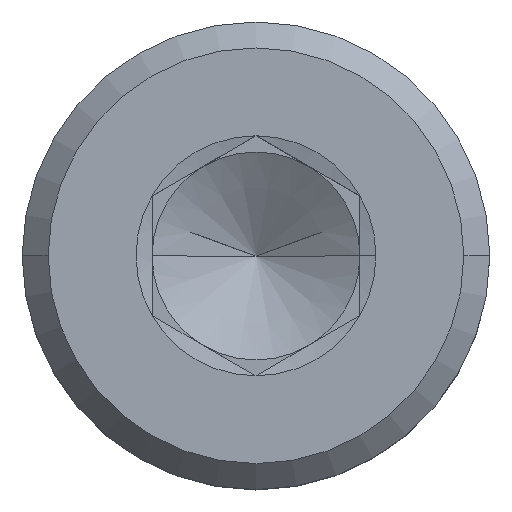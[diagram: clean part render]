
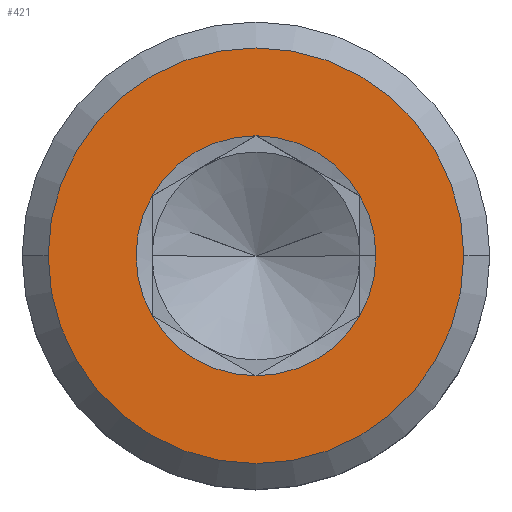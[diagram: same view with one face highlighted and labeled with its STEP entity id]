
A CAD part, top view. The second image highlights one B-rep face of the part: STEP entity #421.
In plain terms, the highlighted planar face has unit normal (0, 0, 1).
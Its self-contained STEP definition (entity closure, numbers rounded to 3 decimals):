
#5 = DIRECTION ( 'NONE',  ( 0., 0., 1. ) ) ;
#23 = ORIENTED_EDGE ( 'NONE', *, *, #944, .F. ) ;
#28 = VERTEX_POINT ( 'NONE', #204 ) ;
#35 = VERTEX_POINT ( 'NONE', #45 ) ;
#38 = CARTESIAN_POINT ( 'NONE',  ( 0., 1.155, 0. ) ) ;
#40 = ORIENTED_EDGE ( 'NONE', *, *, #369, .F. ) ;
#45 = CARTESIAN_POINT ( 'NONE',  ( 2., 0., 0. ) ) ;
#64 = AXIS2_PLACEMENT_3D ( 'NONE', #107, #256, #97 ) ;
#74 = DIRECTION ( 'NONE',  ( 0., 0., 1. ) ) ;
#75 = CIRCLE ( 'NONE', #566, 2. ) ;
#77 = CIRCLE ( 'NONE', #965, 1.155 ) ;
#82 = CARTESIAN_POINT ( 'NONE',  ( 0., 0., 0. ) ) ;
#83 = CARTESIAN_POINT ( 'NONE',  ( 0., 0., 0. ) ) ;
#88 = CARTESIAN_POINT ( 'NONE',  ( 0., 0., 0. ) ) ;
#90 = DIRECTION ( 'NONE',  ( 1., 0., 0. ) ) ;
#97 = DIRECTION ( 'NONE',  ( -1., 0., 0. ) ) ;
#105 = DIRECTION ( 'NONE',  ( 0., 0., 1. ) ) ;
#107 = CARTESIAN_POINT ( 'NONE',  ( 0., 0., 0. ) ) ;
#117 = EDGE_CURVE ( 'NONE', #830, #552, #400, .T. ) ;
#133 = DIRECTION ( 'NONE',  ( 0., 0., 1. ) ) ;
#142 = EDGE_CURVE ( 'NONE', #951, #1031, #653, .T. ) ;
#173 = AXIS2_PLACEMENT_3D ( 'NONE', #625, #133, #872 ) ;
#204 = CARTESIAN_POINT ( 'NONE',  ( -1., -0.577, 0. ) ) ;
#207 = CARTESIAN_POINT ( 'NONE',  ( 0., 0., 0. ) ) ;
#211 = CARTESIAN_POINT ( 'NONE',  ( -2., 0., 0. ) ) ;
#256 = DIRECTION ( 'NONE',  ( 0., 0., -1. ) ) ;
#262 = CARTESIAN_POINT ( 'NONE',  ( 0., -1.155, 0. ) ) ;
#283 = ORIENTED_EDGE ( 'NONE', *, *, #732, .F. ) ;
#299 = AXIS2_PLACEMENT_3D ( 'NONE', #207, #863, #447 ) ;
#302 = VERTEX_POINT ( 'NONE', #211 ) ;
#330 = DIRECTION ( 'NONE',  ( 0., 0., 1. ) ) ;
#332 = CIRCLE ( 'NONE', #737, 1.155 ) ;
#334 = AXIS2_PLACEMENT_3D ( 'NONE', #1029, #613, #364 ) ;
#351 = CARTESIAN_POINT ( 'NONE',  ( 0., 0., 0. ) ) ;
#353 = EDGE_LOOP ( 'NONE', ( #477, #1049 ) ) ;
#364 = DIRECTION ( 'NONE',  ( 1., 0., 0. ) ) ;
#369 = EDGE_CURVE ( 'NONE', #28, #624, #646, .T. ) ;
#400 = CIRCLE ( 'NONE', #1065, 1.155 ) ;
#408 = FACE_BOUND ( 'NONE', #409, .T. ) ;
#409 = EDGE_LOOP ( 'NONE', ( #40, #734, #967, #283, #23, #789, #828 ) ) ;
#417 = DIRECTION ( 'NONE',  ( 1., 0., 0. ) ) ;
#421 = ADVANCED_FACE ( 'NONE', ( #711, #408 ), #687, .F. ) ;
#447 = DIRECTION ( 'NONE',  ( 1., 0., 0. ) ) ;
#462 = CARTESIAN_POINT ( 'NONE',  ( -1., 0.577, 0. ) ) ;
#466 = AXIS2_PLACEMENT_3D ( 'NONE', #82, #5, #90 ) ;
#477 = ORIENTED_EDGE ( 'NONE', *, *, #1059, .T. ) ;
#481 = EDGE_CURVE ( 'NONE', #35, #302, #75, .T. ) ;
#485 = EDGE_CURVE ( 'NONE', #1031, #28, #332, .T. ) ;
#504 = DIRECTION ( 'NONE',  ( 1., 0., 0. ) ) ;
#518 = VERTEX_POINT ( 'NONE', #662 ) ;
#552 = VERTEX_POINT ( 'NONE', #819 ) ;
#566 = AXIS2_PLACEMENT_3D ( 'NONE', #83, #330, #765 ) ;
#571 = AXIS2_PLACEMENT_3D ( 'NONE', #88, #594, #417 ) ;
#594 = DIRECTION ( 'NONE',  ( 0., 0., 1. ) ) ;
#597 = CARTESIAN_POINT ( 'NONE',  ( 1., -0.577, 0. ) ) ;
#613 = DIRECTION ( 'NONE',  ( 0., 0., 1. ) ) ;
#624 = VERTEX_POINT ( 'NONE', #262 ) ;
#625 = CARTESIAN_POINT ( 'NONE',  ( 0., 0., 0. ) ) ;
#646 = CIRCLE ( 'NONE', #173, 1.155 ) ;
#653 = CIRCLE ( 'NONE', #571, 1.155 ) ;
#662 = CARTESIAN_POINT ( 'NONE',  ( 1., 0.577, 0. ) ) ;
#670 = DIRECTION ( 'NONE',  ( 1., 0., 0. ) ) ;
#687 = PLANE ( 'NONE',  #64 ) ;
#689 = DIRECTION ( 'NONE',  ( 1., 0., 0. ) ) ;
#711 = FACE_OUTER_BOUND ( 'NONE', #353, .T. ) ;
#732 = EDGE_CURVE ( 'NONE', #518, #951, #1078, .T. ) ;
#734 = ORIENTED_EDGE ( 'NONE', *, *, #485, .F. ) ;
#737 = AXIS2_PLACEMENT_3D ( 'NONE', #917, #74, #670 ) ;
#765 = DIRECTION ( 'NONE',  ( 1., 0., 0. ) ) ;
#779 = CIRCLE ( 'NONE', #334, 1.155 ) ;
#784 = EDGE_CURVE ( 'NONE', #624, #830, #77, .T. ) ;
#789 = ORIENTED_EDGE ( 'NONE', *, *, #117, .F. ) ;
#819 = CARTESIAN_POINT ( 'NONE',  ( 1.155, 0., 0. ) ) ;
#828 = ORIENTED_EDGE ( 'NONE', *, *, #784, .F. ) ;
#830 = VERTEX_POINT ( 'NONE', #597 ) ;
#863 = DIRECTION ( 'NONE',  ( 0., 0., 1. ) ) ;
#872 = DIRECTION ( 'NONE',  ( 1., 0., 0. ) ) ;
#917 = CARTESIAN_POINT ( 'NONE',  ( 0., 0., 0. ) ) ;
#944 = EDGE_CURVE ( 'NONE', #552, #518, #779, .T. ) ;
#951 = VERTEX_POINT ( 'NONE', #38 ) ;
#965 = AXIS2_PLACEMENT_3D ( 'NONE', #351, #1019, #689 ) ;
#967 = ORIENTED_EDGE ( 'NONE', *, *, #142, .F. ) ;
#979 = CIRCLE ( 'NONE', #299, 2. ) ;
#1014 = CARTESIAN_POINT ( 'NONE',  ( 0., 0., 0. ) ) ;
#1019 = DIRECTION ( 'NONE',  ( 0., 0., 1. ) ) ;
#1029 = CARTESIAN_POINT ( 'NONE',  ( 0., 0., 0. ) ) ;
#1031 = VERTEX_POINT ( 'NONE', #462 ) ;
#1049 = ORIENTED_EDGE ( 'NONE', *, *, #481, .T. ) ;
#1059 = EDGE_CURVE ( 'NONE', #302, #35, #979, .T. ) ;
#1065 = AXIS2_PLACEMENT_3D ( 'NONE', #1014, #105, #504 ) ;
#1078 = CIRCLE ( 'NONE', #466, 1.155 ) ;
